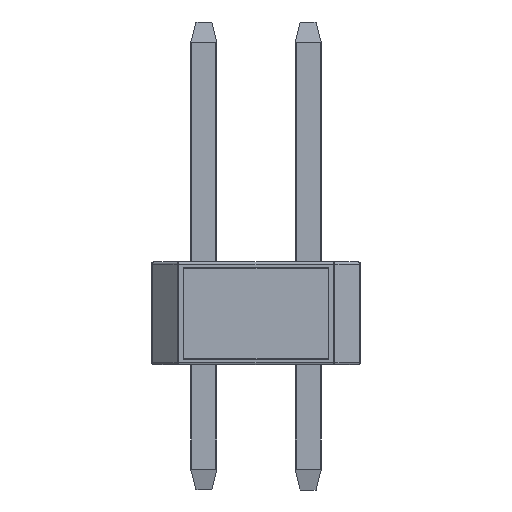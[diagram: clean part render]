
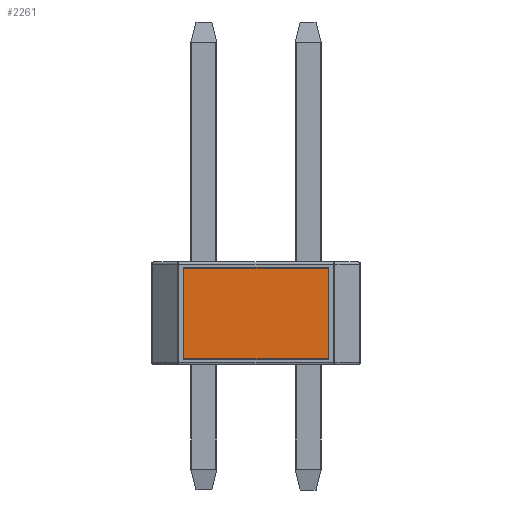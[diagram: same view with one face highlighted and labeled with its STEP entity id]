
A CAD part, left-side view. The second image highlights one B-rep face of the part: STEP entity #2261.
In plain terms, the highlighted planar face has unit normal (-1, 0, 0).
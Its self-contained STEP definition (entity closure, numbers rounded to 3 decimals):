
#310=FACE_OUTER_BOUND('',#436,.T.);
#436=EDGE_LOOP('',(#1838,#1839,#1840,#1841));
#575=LINE('',#3498,#791);
#576=LINE('',#3503,#792);
#579=LINE('',#3511,#795);
#581=LINE('',#3514,#797);
#791=VECTOR('',#2805,10.);
#792=VECTOR('',#2810,10.);
#795=VECTOR('',#2819,10.);
#797=VECTOR('',#2823,10.);
#988=VERTEX_POINT('',#3495);
#989=VERTEX_POINT('',#3497);
#990=VERTEX_POINT('',#3501);
#991=VERTEX_POINT('',#3502);
#1204=EDGE_CURVE('',#989,#988,#575,.T.);
#1206=EDGE_CURVE('',#990,#991,#576,.T.);
#1211=EDGE_CURVE('',#988,#990,#579,.T.);
#1213=EDGE_CURVE('',#991,#989,#581,.T.);
#1838=ORIENTED_EDGE('',*,*,#1211,.T.);
#1839=ORIENTED_EDGE('',*,*,#1206,.T.);
#1840=ORIENTED_EDGE('',*,*,#1213,.T.);
#1841=ORIENTED_EDGE('',*,*,#1204,.T.);
#2024=PLANE('',#2507);
#2261=ADVANCED_FACE('',(#310),#2024,.T.);
#2507=AXIS2_PLACEMENT_3D('',#3712,#3074,#3075);
#2805=DIRECTION('',(0.,1.,0.));
#2810=DIRECTION('',(0.,-1.,0.));
#2819=DIRECTION('',(0.,0.,-1.));
#2823=DIRECTION('',(0.,0.,1.));
#3074=DIRECTION('center_axis',(-1.,0.,0.));
#3075=DIRECTION('ref_axis',(0.,0.,1.));
#3495=CARTESIAN_POINT('',(-1.27,3.023,2.35));
#3497=CARTESIAN_POINT('',(-1.27,-0.488,2.35));
#3498=CARTESIAN_POINT('',(-1.27,3.023,2.35));
#3501=CARTESIAN_POINT('',(-1.27,3.023,0.15));
#3502=CARTESIAN_POINT('',(-1.27,-0.488,0.15));
#3503=CARTESIAN_POINT('',(-1.27,-0.488,0.15));
#3511=CARTESIAN_POINT('',(-1.27,3.023,0.15));
#3514=CARTESIAN_POINT('',(-1.27,-0.488,2.35));
#3712=CARTESIAN_POINT('Origin',(-1.27,1.268,1.25));
